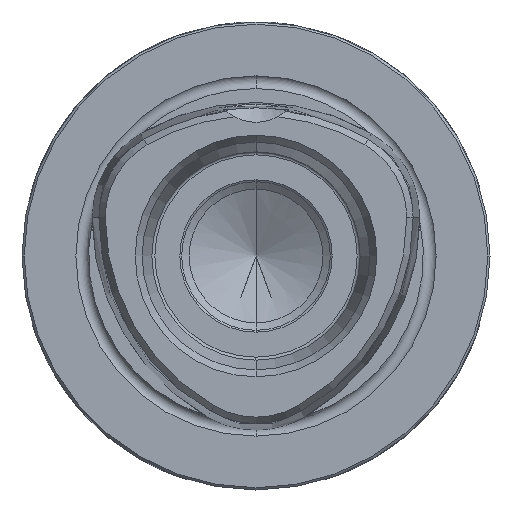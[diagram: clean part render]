
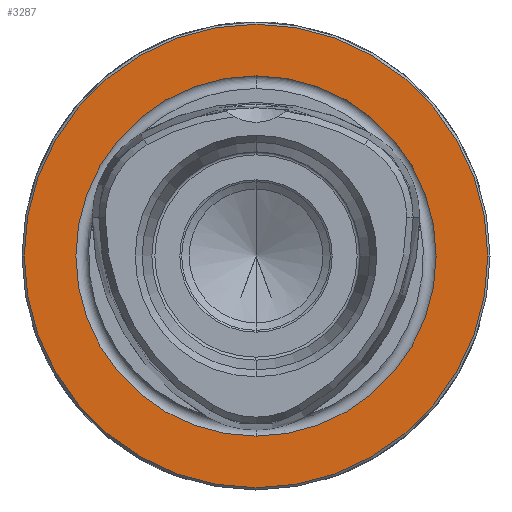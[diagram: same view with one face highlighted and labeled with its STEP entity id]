
A CAD part, front view. The second image highlights one B-rep face of the part: STEP entity #3287.
In plain terms, the highlighted planar face has unit normal (0, -1, 0).
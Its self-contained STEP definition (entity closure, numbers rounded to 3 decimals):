
#1177=CARTESIAN_POINT('',(0.,0.,
0.));
#1178=DIRECTION('',(0.,-1.,0.));
#1179=DIRECTION('',(1.,0.,0.));
#1180=AXIS2_PLACEMENT_3D('',#1177,#1178,#1179);
#1182=CARTESIAN_POINT('',(0.,0.,
0.));
#1183=DIRECTION('',(0.,-1.,0.));
#1184=DIRECTION('',(-1.,0.,0.));
#1185=AXIS2_PLACEMENT_3D('',#1182,#1183,#1184);
#1187=CARTESIAN_POINT('',(0.,0.,0.));
#1188=DIRECTION('',(0.,-1.,0.));
#1189=DIRECTION('',(0.,0.,-1.));
#1190=AXIS2_PLACEMENT_3D('',#1187,#1188,#1189);
#1192=CARTESIAN_POINT('',(0.,0.,0.));
#1193=DIRECTION('',(0.,-1.,0.));
#1194=DIRECTION('',(0.,0.,1.));
#1195=AXIS2_PLACEMENT_3D('',#1192,#1193,#1194);
#1952=CARTESIAN_POINT('',(31.2,0.,
0.));
#1953=CARTESIAN_POINT('',(-31.2,0.,0.));
#1954=VERTEX_POINT('',#1952);
#1955=VERTEX_POINT('',#1953);
#1960=CARTESIAN_POINT('',(0.,0.,-24.25));
#1961=CARTESIAN_POINT('',(0.,0.,24.25));
#1962=VERTEX_POINT('',#1960);
#1963=VERTEX_POINT('',#1961);
#3272=CARTESIAN_POINT('',(0.,0.,0.));
#3273=DIRECTION('',(0.,-1.,0.));
#3274=DIRECTION('',(-1.,0.,0.));
#3275=AXIS2_PLACEMENT_3D('',#3272,#3273,#3274);
#3276=PLANE('',#3275);
#3278=ORIENTED_EDGE('',*,*,#3277,.F.);
#3280=ORIENTED_EDGE('',*,*,#3279,.F.);
#3281=EDGE_LOOP('',(#3278,#3280));
#3282=FACE_OUTER_BOUND('',#3281,.F.);
#3283=ORIENTED_EDGE('',*,*,#2435,.T.);
#3284=ORIENTED_EDGE('',*,*,#2300,.T.);
#3285=EDGE_LOOP('',(#3283,#3284));
#3286=FACE_BOUND('',#3285,.F.);
#3287=ADVANCED_FACE('',(#3282,#3286),#3276,.T.);
#1181=CIRCLE('',#1180,31.2);
#1186=CIRCLE('',#1185,31.2);
#1191=CIRCLE('',#1190,24.25);
#1196=CIRCLE('',#1195,24.25);
#2300=EDGE_CURVE('',#1963,#1962,#1196,.T.);
#2435=EDGE_CURVE('',#1962,#1963,#1191,.T.);
#3277=EDGE_CURVE('',#1954,#1955,#1181,.T.);
#3279=EDGE_CURVE('',#1955,#1954,#1186,.T.);
